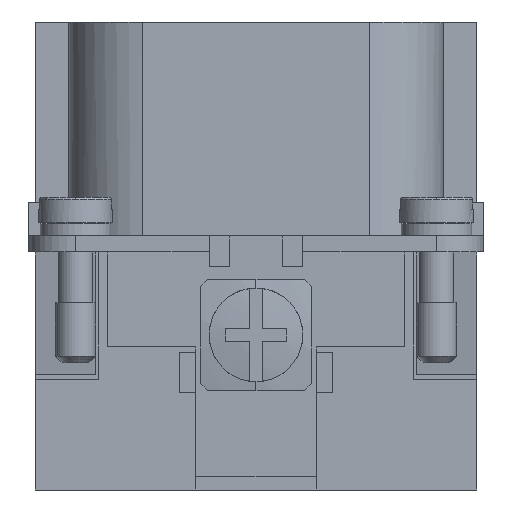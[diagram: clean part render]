
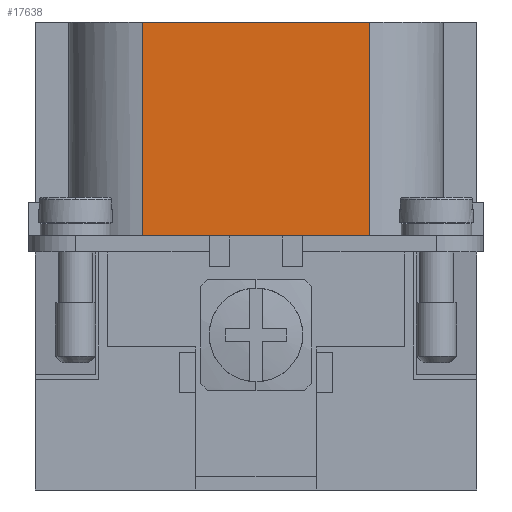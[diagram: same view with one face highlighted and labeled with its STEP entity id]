
A CAD part, left-side view. The second image highlights one B-rep face of the part: STEP entity #17638.
In plain terms, the highlighted planar face has unit normal (-1, 0, 0).
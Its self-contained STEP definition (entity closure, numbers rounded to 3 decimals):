
#14745=CARTESIAN_POINT('',(-41.5,-8.5,19.0));
#14746=VERTEX_POINT('',#14745);
#14761=CARTESIAN_POINT('',(-41.5,-8.5,35.0));
#14762=VERTEX_POINT('',#14761);
#14769=CARTESIAN_POINT('',(-41.5,-8.5,19.0));
#14770=DIRECTION('',(0.0,0.0,1.0));
#14771=VECTOR('',#14770,16.0);
#14772=LINE('',#14769,#14771);
#14773=EDGE_CURVE('',#14746,#14762,#14772,.T.);
#16993=CARTESIAN_POINT('',(-41.5,-3.5,19.0));
#16994=VERTEX_POINT('',#16993);
#17001=CARTESIAN_POINT('',(-41.5,3.5,19.0));
#17002=VERTEX_POINT('',#17001);
#17003=CARTESIAN_POINT('',(-41.5,3.5,19.0));
#17004=DIRECTION('',(0.0,-1.0,0.0));
#17005=VECTOR('',#17004,7.);
#17006=LINE('',#17003,#17005);
#17007=EDGE_CURVE('',#17002,#16994,#17006,.T.);
#17601=CARTESIAN_POINT('',(-41.5,-8.5,19.0));
#17602=DIRECTION('',(-1.0,0.0,0.0));
#17603=DIRECTION('',(0.0,0.0,1.0));
#17604=AXIS2_PLACEMENT_3D('',#17601,#17602,#17603);
#17605=PLANE('',#17604);
#17606=CARTESIAN_POINT('',(-41.5,-8.5,19.0));
#17607=DIRECTION('',(0.0,1.0,0.0));
#17608=VECTOR('',#17607,5.);
#17609=LINE('',#17606,#17608);
#17610=EDGE_CURVE('',#14746,#16994,#17609,.T.);
#17611=ORIENTED_EDGE('',*,*,#17610,.F.);
#17612=ORIENTED_EDGE('',*,*,#14773,.T.);
#17613=CARTESIAN_POINT('',(-41.5,8.5,35.0));
#17614=VERTEX_POINT('',#17613);
#17615=CARTESIAN_POINT('',(-41.5,-8.5,35.0));
#17616=DIRECTION('',(0.0,1.0,0.0));
#17617=VECTOR('',#17616,17.0);
#17618=LINE('',#17615,#17617);
#17619=EDGE_CURVE('',#14762,#17614,#17618,.T.);
#17620=ORIENTED_EDGE('',*,*,#17619,.T.);
#17621=CARTESIAN_POINT('',(-41.5,8.5,19.0));
#17622=VERTEX_POINT('',#17621);
#17623=CARTESIAN_POINT('',(-41.5,8.5,19.0));
#17624=DIRECTION('',(0.0,0.0,1.0));
#17625=VECTOR('',#17624,16.0);
#17626=LINE('',#17623,#17625);
#17627=EDGE_CURVE('',#17622,#17614,#17626,.T.);
#17628=ORIENTED_EDGE('',*,*,#17627,.F.);
#17629=CARTESIAN_POINT('',(-41.5,3.5,19.0));
#17630=DIRECTION('',(0.0,1.0,0.0));
#17631=VECTOR('',#17630,5.);
#17632=LINE('',#17629,#17631);
#17633=EDGE_CURVE('',#17002,#17622,#17632,.T.);
#17634=ORIENTED_EDGE('',*,*,#17633,.F.);
#17635=ORIENTED_EDGE('',*,*,#17007,.T.);
#17636=EDGE_LOOP('',(#17611,#17612,#17620,#17628,#17634,#17635));
#17637=FACE_OUTER_BOUND('',#17636,.T.);
#17638=ADVANCED_FACE('',(#17637),#17605,.T.);
